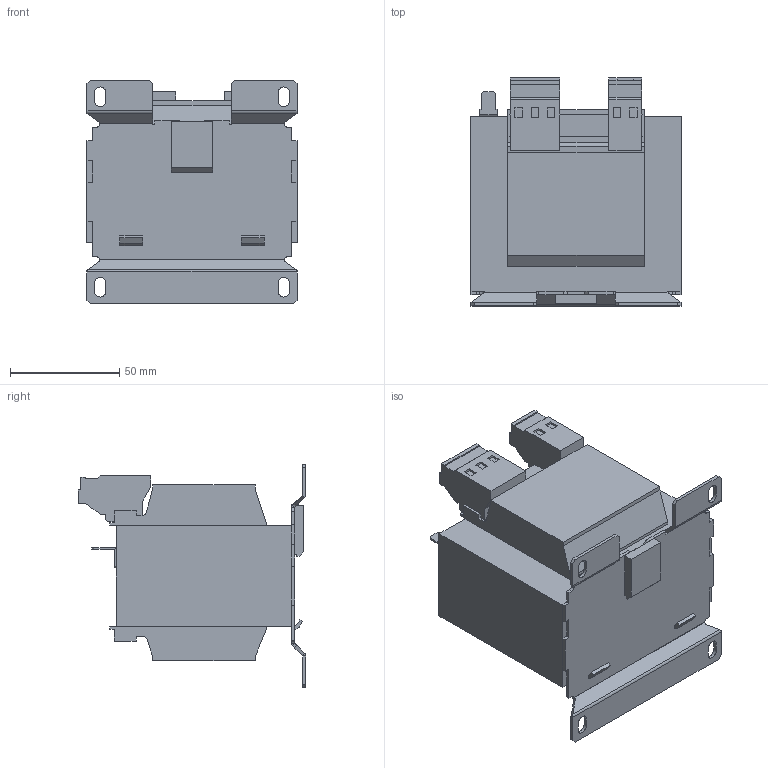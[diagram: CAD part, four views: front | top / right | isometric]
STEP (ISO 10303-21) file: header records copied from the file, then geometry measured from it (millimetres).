
FILE_DESCRIPTION (( 'STEP AP214' ), '1' );
FILE_NAME ('301813.STEP', '2020-09-18T08:58:22', ( '' ), ( '' ), 'SwSTEP 2.0', 'SolidWorks 2018', '' );
FILE_SCHEMA (( 'AUTOMOTIVE_DESIGN' ));
Length unit declared in the file: millimetre
Products named in the file (1): 301813
Bounding box: 96 x 104.1 x 102.04 mm (x, y, z)
Volume: 508292.8 mm3; surface area: 56866 mm2
Topology: 1 solids, 1 shells, 270 faces, 727 edges, 474 vertices
Faces by surface type: plane 222, cylinder 42, bspline 6
Entity records: 8477 total; most frequent: CARTESIAN_POINT 1630, ORIENTED_EDGE 1454, DIRECTION 1321, EDGE_CURVE 727, VECTOR 639, LINE 639, VERTEX_POINT 474, AXIS2_PLACEMENT_3D 341
